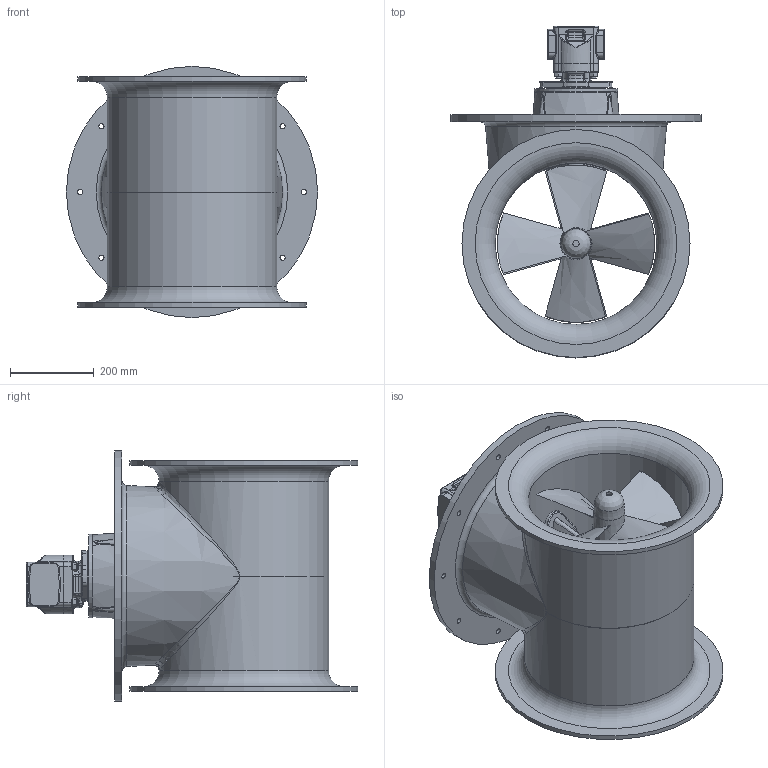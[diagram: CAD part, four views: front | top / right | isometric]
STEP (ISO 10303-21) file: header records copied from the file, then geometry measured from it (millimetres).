
FILE_DESCRIPTION(/* description */ (''),/* implementation_level */ '2;1');
FILE_NAME(/* name */ 'SM-118194.stp',/* time_stamp */ '2015-12-11T11:09:56+01:00',/* author */ ('elvira'),/* organization */ (''),/* preprocessor_version */ 'ST-DEVELOPER v15.6',/* originating_system */ 'Autodesk Inventor 2015',/* authorisation */ '');
FILE_SCHEMA (('AUTOMOTIVE_DESIGN { 1 0 10303 214 3 1 1 }'));
Products named in the file (1): SM-118193
Bounding box: 600 x 792.8 x 600 mm (x, y, z)
Volume: 28673498.3 mm3; surface area: 3169656.8 mm2
Topology: 1 solids, 1 shells, 2769 faces, 7330 edges, 4575 vertices
Faces by surface type: plane 1706, cone 524, cylinder 226, bspline 189, torus 112, sphere 12
Full cylindrical faces by diameter (mm): 11.834 x8, 12.5 x10, 13 x4, 15 x2, 18 x2, 19 x1, 20 x4, 70 x2, 80 x1, 85 x1, 101.6 x1, 104 x1, 200 x1, 386 x1, 405 x1, 545 x2, 600 x1
Entity records: 104714 total; most frequent: CARTESIAN_POINT 38231, ORIENTED_EDGE 14854, DIRECTION 12446, EDGE_CURVE 7203, AXIS2_PLACEMENT_3D 4935, VERTEX_POINT 4552, EDGE_LOOP 3149, FACE_OUTER_BOUND 2769
